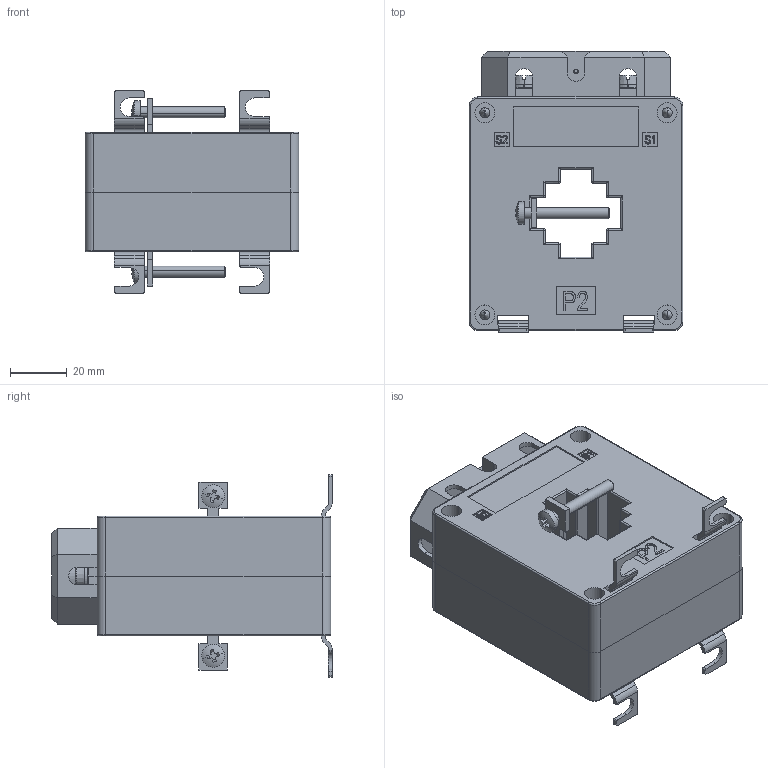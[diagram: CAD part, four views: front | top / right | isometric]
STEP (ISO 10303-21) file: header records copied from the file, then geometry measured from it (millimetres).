
FILE_DESCRIPTION (( 'STEP AP214' ), '1' );
FILE_NAME ('ÒØ-0,66-30-I-B.STEP', '2024-04-15T10:38:28', ( '' ), ( '' ), 'SwSTEP 2.0', 'SolidWorks 2014', '' );
FILE_SCHEMA (( 'AUTOMOTIVE_DESIGN' ));
Length unit declared in the file: millimetre
Products named in the file (14): âèíò din 7985_Œ4å30; 屡扔.741131.008 想囗赅_-01; 咈櫡_-01; Âèíò ïëîìáèðîâî÷íûé DIN 404_ 4å10; sheet metal screws_din_Tapping screw DIN 7049-ST3.5x22-C-H-N; slotted cheese head screw_din_ISO 1207 - M5 x 10 --- 10N; curved spring lock washer_din_Spring washer DIN 128 - A5; plain washer hardened grade a_din_Washer DIN 125 - A 5.3 - 300HV; Ãàéêà Ì4.5.019 ÃÎÑÒ5915-70; Êîíòàêò; Êðûøêà çàùèòíàÿ äëÿ Ò-0,66-30-I-B; Êîðïóñ Ð2 äëÿ Ò-0,66-30-I-B; Êîðïóñ Ð1 äëÿ Ò-0,66-30-I-B; 眧-0,66-30-I-B
Assembly tree (24 placements, depth 2):
  眧-0,66-30-I-B
    Êîðïóñ Ð1 äëÿ Ò-0,66-30-I-B
    Êîðïóñ Ð2 äëÿ Ò-0,66-30-I-B
    Êðûøêà çàùèòíàÿ äëÿ Ò-0,66-30-I-B
    Êîíòàêò  x2
    Ãàéêà Ì4.5.019 ÃÎÑÒ5915-70
    plain washer hardened grade a_din_Washer DIN 125 - A 5.3 - 300HV  x2
    curved spring lock washer_din_Spring washer DIN 128 - A5  x2
    slotted cheese head screw_din_ISO 1207 - M5 x 10 --- 10N  x2
    sheet metal screws_din_Tapping screw DIN 7049-ST3.5x22-C-H-N  x4
    Âèíò ïëîìáèðîâî÷íûé DIN 404_ 4å10
    咈櫡_-01  x4
    屡扔.741131.008 想囗赅_-01
    âèíò din 7985_Œ4å30  x2
Bounding box: 75 x 98.6 x 71 mm (x, y, z)
Volume: 76581.9 mm3; surface area: 83133 mm2
Topology: 24 solids, 24 shells, 1211 faces, 3165 edges, 2036 vertices
Faces by surface type: plane 689, cylinder 316, bspline 96, cone 62, sphere 28, torus 20
Entity records: 35881 total; most frequent: CARTESIAN_POINT 11722, ORIENTED_EDGE 5038, DIRECTION 4541, EDGE_CURVE 2519, VECTOR 1683, LINE 1683, VERTEX_POINT 1630, AXIS2_PLACEMENT_3D 1429
